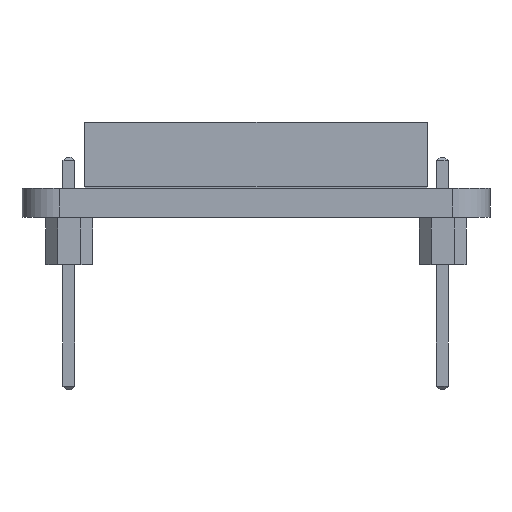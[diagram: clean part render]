
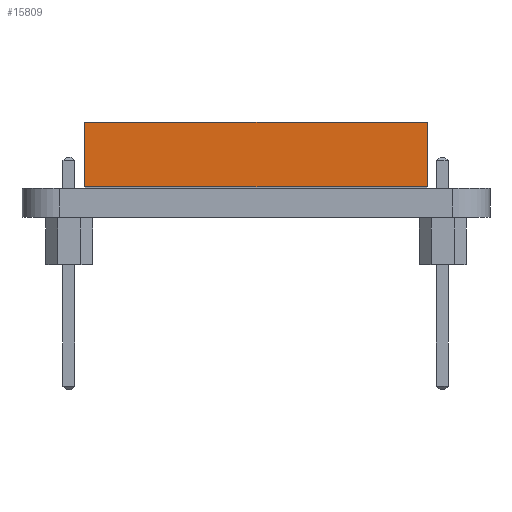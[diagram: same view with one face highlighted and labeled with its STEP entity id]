
A CAD part, left-side view. The second image highlights one B-rep face of the part: STEP entity #15809.
In plain terms, the highlighted planar face has unit normal (-1, 0, 0).
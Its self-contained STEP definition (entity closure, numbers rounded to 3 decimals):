
#1469=FACE_OUTER_BOUND('',#2560,.T.);
#2560=EDGE_LOOP('',(#13461,#13462,#13463,#13464));
#4345=LINE('',#24899,#6142);
#4346=LINE('',#24901,#6143);
#4347=LINE('',#24903,#6144);
#4348=LINE('',#24904,#6145);
#6142=VECTOR('',#20775,10.);
#6143=VECTOR('',#20776,10.);
#6144=VECTOR('',#20777,10.);
#6145=VECTOR('',#20778,10.);
#7424=VERTEX_POINT('',#24897);
#7425=VERTEX_POINT('',#24898);
#7426=VERTEX_POINT('',#24900);
#7427=VERTEX_POINT('',#24902);
#9439=EDGE_CURVE('',#7424,#7425,#4345,.T.);
#9440=EDGE_CURVE('',#7425,#7426,#4346,.T.);
#9441=EDGE_CURVE('',#7427,#7426,#4347,.T.);
#9442=EDGE_CURVE('',#7424,#7427,#4348,.T.);
#13461=ORIENTED_EDGE('',*,*,#9439,.T.);
#13462=ORIENTED_EDGE('',*,*,#9440,.T.);
#13463=ORIENTED_EDGE('',*,*,#9441,.F.);
#13464=ORIENTED_EDGE('',*,*,#9442,.F.);
#14201=PLANE('',#16903);
#15809=ADVANCED_FACE('',(#1469),#14201,.T.);
#16903=AXIS2_PLACEMENT_3D('',#24896,#20773,#20774);
#20773=DIRECTION('center_axis',(-1.,0.,0.));
#20774=DIRECTION('ref_axis',(0.,-1.,0.));
#20775=DIRECTION('',(0.,-1.,0.));
#20776=DIRECTION('',(0.,0.,1.));
#20777=DIRECTION('',(0.,-1.,0.));
#20778=DIRECTION('',(0.,0.,1.));
#24896=CARTESIAN_POINT('Origin',(14.42,22.,1.67));
#24897=CARTESIAN_POINT('',(14.42,22.,1.67));
#24898=CARTESIAN_POINT('',(14.42,3.4,1.67));
#24899=CARTESIAN_POINT('',(14.42,22.,1.67));
#24900=CARTESIAN_POINT('',(14.42,3.4,5.17));
#24901=CARTESIAN_POINT('',(14.42,3.4,1.67));
#24902=CARTESIAN_POINT('',(14.42,22.,5.17));
#24903=CARTESIAN_POINT('',(14.42,22.,5.17));
#24904=CARTESIAN_POINT('',(14.42,22.,1.67));
